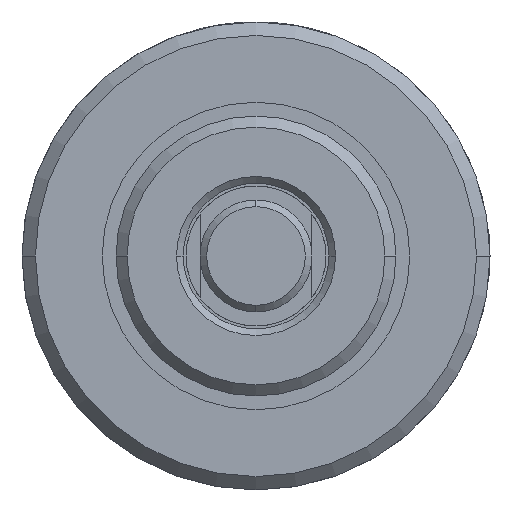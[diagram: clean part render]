
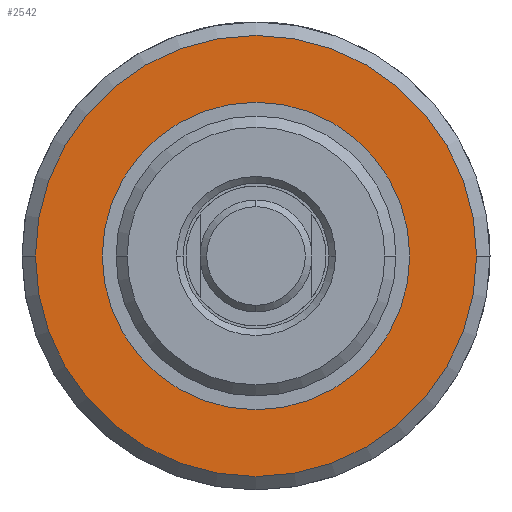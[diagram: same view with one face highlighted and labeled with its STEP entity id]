
A CAD part, left-side view. The second image highlights one B-rep face of the part: STEP entity #2542.
In plain terms, the highlighted planar face has unit normal (-1, 0, 0).
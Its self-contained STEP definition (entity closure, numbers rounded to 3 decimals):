
#441 = CIRCLE ( 'NONE', #4724, 25.019 ) ;
#553 = DIRECTION ( 'NONE',  ( 0., 0., -1. ) ) ;
#785 = ORIENTED_EDGE ( 'NONE', *, *, #4507, .T. ) ;
#1386 = FACE_OUTER_BOUND ( 'NONE', #2404, .T. ) ;
#1409 = CIRCLE ( 'NONE', #2851, 25.019 ) ;
#1423 = VERTEX_POINT ( 'NONE', #2764 ) ;
#1614 = AXIS2_PLACEMENT_3D ( 'NONE', #4707, #3848, #3966 ) ;
#1744 = ORIENTED_EDGE ( 'NONE', *, *, #3817, .T. ) ;
#1813 = CARTESIAN_POINT ( 'NONE',  ( 20.574, 0., 0. ) ) ;
#2102 = DIRECTION ( 'NONE',  ( 1., 0., 0. ) ) ;
#2196 = EDGE_CURVE ( 'NONE', #2293, #5024, #1409, .T. ) ;
#2293 = VERTEX_POINT ( 'NONE', #4601 ) ;
#2383 = CIRCLE ( 'NONE', #2841, 17.437 ) ;
#2404 = EDGE_LOOP ( 'NONE', ( #3105, #5282 ) ) ;
#2500 = DIRECTION ( 'NONE',  ( 1., 0., 0. ) ) ;
#2542 = ADVANCED_FACE ( 'NONE', ( #1386, #2686 ), #3521, .F. ) ;
#2544 = DIRECTION ( 'NONE',  ( 1., 0., 0. ) ) ;
#2686 = FACE_BOUND ( 'NONE', #2827, .T. ) ;
#2764 = CARTESIAN_POINT ( 'NONE',  ( 20.574, 0., 17.437 ) ) ;
#2827 = EDGE_LOOP ( 'NONE', ( #785, #1744 ) ) ;
#2830 = AXIS2_PLACEMENT_3D ( 'NONE', #1813, #4376, #553 ) ;
#2841 = AXIS2_PLACEMENT_3D ( 'NONE', #4212, #2102, #3799 ) ;
#2851 = AXIS2_PLACEMENT_3D ( 'NONE', #4182, #2544, #4126 ) ;
#3037 = CARTESIAN_POINT ( 'NONE',  ( 20.574, 0., -17.437 ) ) ;
#3105 = ORIENTED_EDGE ( 'NONE', *, *, #2196, .F. ) ;
#3172 = VERTEX_POINT ( 'NONE', #3037 ) ;
#3290 = CARTESIAN_POINT ( 'NONE',  ( 20.574, 0., 0. ) ) ;
#3521 = PLANE ( 'NONE',  #2830 ) ;
#3799 = DIRECTION ( 'NONE',  ( 0., 0., -1. ) ) ;
#3817 = EDGE_CURVE ( 'NONE', #1423, #3172, #2383, .T. ) ;
#3847 = CIRCLE ( 'NONE', #1614, 17.437 ) ;
#3848 = DIRECTION ( 'NONE',  ( 1., 0., 0. ) ) ;
#3966 = DIRECTION ( 'NONE',  ( 0., 0., -1. ) ) ;
#4126 = DIRECTION ( 'NONE',  ( 0., 0., -1. ) ) ;
#4182 = CARTESIAN_POINT ( 'NONE',  ( 20.574, 0., 0. ) ) ;
#4212 = CARTESIAN_POINT ( 'NONE',  ( 20.574, 0., 0. ) ) ;
#4376 = DIRECTION ( 'NONE',  ( 1., 0., 0. ) ) ;
#4432 = CARTESIAN_POINT ( 'NONE',  ( 20.574, 0., -25.019 ) ) ;
#4507 = EDGE_CURVE ( 'NONE', #3172, #1423, #3847, .T. ) ;
#4601 = CARTESIAN_POINT ( 'NONE',  ( 20.574, 0., 25.019 ) ) ;
#4707 = CARTESIAN_POINT ( 'NONE',  ( 20.574, 0., 0. ) ) ;
#4724 = AXIS2_PLACEMENT_3D ( 'NONE', #3290, #2500, #5059 ) ;
#5024 = VERTEX_POINT ( 'NONE', #4432 ) ;
#5059 = DIRECTION ( 'NONE',  ( 0., 0., -1. ) ) ;
#5282 = ORIENTED_EDGE ( 'NONE', *, *, #5298, .F. ) ;
#5298 = EDGE_CURVE ( 'NONE', #5024, #2293, #441, .T. ) ;
